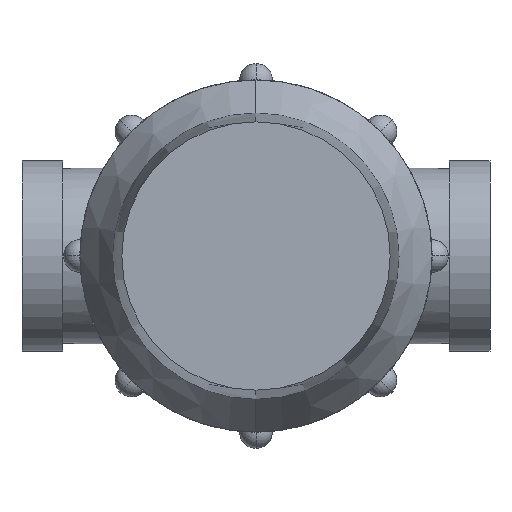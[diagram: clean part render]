
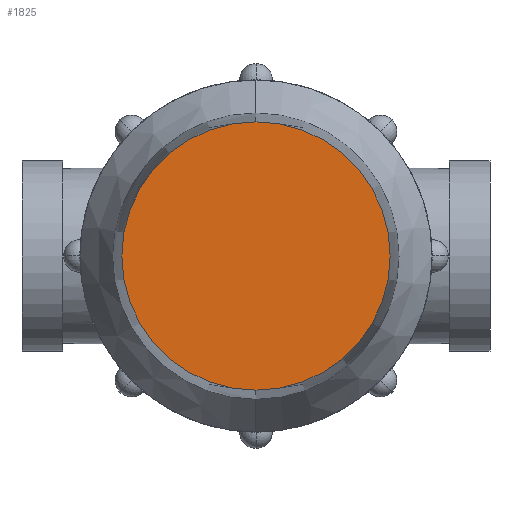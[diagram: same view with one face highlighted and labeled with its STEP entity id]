
A CAD part, front view. The second image highlights one B-rep face of the part: STEP entity #1825.
In plain terms, the highlighted planar face has unit normal (0, -1, 0).
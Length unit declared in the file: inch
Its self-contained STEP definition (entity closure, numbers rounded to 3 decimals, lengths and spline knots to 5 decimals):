
#631 = CARTESIAN_POINT ( 'NONE',  ( 0., -3.575, 0. ) ) ;
#637 = CIRCLE ( 'NONE', #700, 1.02495 ) ;
#643 = DIRECTION ( 'NONE',  ( 0., 0., 1. ) ) ;
#644 = DIRECTION ( 'NONE',  ( 0., 1., 0. ) ) ;
#645 = CARTESIAN_POINT ( 'NONE',  ( 0., -3.575, 0. ) ) ;
#646 = AXIS2_PLACEMENT_3D ( 'NONE', #645, #644, #643 ) ;
#647 = PLANE ( 'NONE',  #646 ) ;
#664 = FACE_OUTER_BOUND ( 'NONE', #1832, .T. ) ;
#698 = DIRECTION ( 'NONE',  ( 0., 0., 1. ) ) ;
#699 = DIRECTION ( 'NONE',  ( 0., 1., 0. ) ) ;
#700 = AXIS2_PLACEMENT_3D ( 'NONE', #631, #699, #698 ) ;
#1505 = EDGE_CURVE ( 'NONE', #1506, #1507, #2579, .T. ) ;
#1506 = VERTEX_POINT ( 'NONE', #2630 ) ;
#1507 = VERTEX_POINT ( 'NONE', #2629 ) ;
#1825 = ADVANCED_FACE ( 'NONE', ( #664 ), #647, .F. ) ;
#1831 = EDGE_CURVE ( 'NONE', #1507, #1506, #637, .T. ) ;
#1832 = EDGE_LOOP ( 'NONE', ( #1833, #1834 ) ) ;
#1833 = ORIENTED_EDGE ( 'NONE', *, *, #1505, .F. ) ;
#1834 = ORIENTED_EDGE ( 'NONE', *, *, #1831, .F. ) ;
#2579 = CIRCLE ( 'NONE', #2634, 1.02495 ) ;
#2629 = CARTESIAN_POINT ( 'NONE',  ( 0., -3.575, 1.02495 ) ) ;
#2630 = CARTESIAN_POINT ( 'NONE',  ( 0., -3.575, -1.02495 ) ) ;
#2631 = DIRECTION ( 'NONE',  ( 0., 0., 1. ) ) ;
#2632 = DIRECTION ( 'NONE',  ( 0., 1., 0. ) ) ;
#2633 = CARTESIAN_POINT ( 'NONE',  ( 0., -3.575, 0. ) ) ;
#2634 = AXIS2_PLACEMENT_3D ( 'NONE', #2633, #2632, #2631 ) ;
